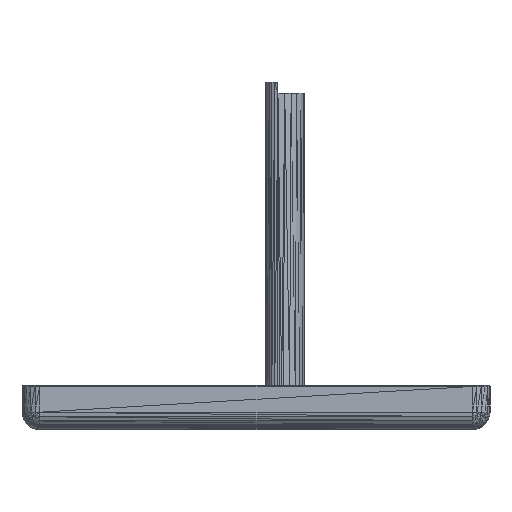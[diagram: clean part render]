
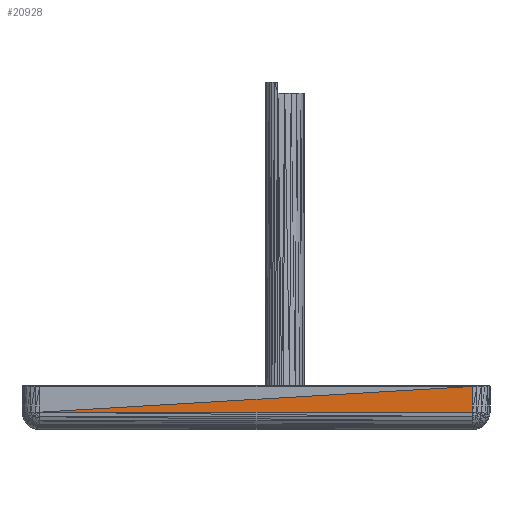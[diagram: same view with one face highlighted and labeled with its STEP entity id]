
A CAD part, front view. The second image highlights one B-rep face of the part: STEP entity #20928.
In plain terms, the highlighted planar face has unit normal (0, -1, 0).
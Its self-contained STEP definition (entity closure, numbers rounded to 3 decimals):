
#17116 = VERTEX_POINT('',#17117);
#17117 = CARTESIAN_POINT('',(77.,0.,7.4));
#17131 = PLANE('',#17132);
#17132 = AXIS2_PLACEMENT_3D('',#17133,#17134,#17135);
#17133 = CARTESIAN_POINT('',(38.933,0.,
    6.267));
#17134 = DIRECTION('',(-0.,-1.,-0.));
#17135 = DIRECTION('',(0.,0.,-1.));
#20564 = PLANE('',#20565);
#20565 = AXIS2_PLACEMENT_3D('',#20566,#20567,#20568);
#20566 = CARTESIAN_POINT('',(77.211,0.028,
    5.379));
#20567 = DIRECTION('',(0.131,-0.991,0.
    ));
#20568 = DIRECTION('',(-0.991,-0.131,
    0.));
#20878 = VERTEX_POINT('',#20879);
#20879 = CARTESIAN_POINT('',(3.,0.,
    3.));
#20904 = EDGE_CURVE('',#20878,#17116,#20905,.T.);
#20905 = SURFACE_CURVE('',#20906,(#20910,#20917),.PCURVE_S1.);
#20906 = LINE('',#20907,#20908);
#20907 = CARTESIAN_POINT('',(3.,0.,
    3.));
#20908 = VECTOR('',#20909,1.);
#20909 = DIRECTION('',(0.998,0.,0.059));
#20910 = PCURVE('',#17131,#20911);
#20911 = DEFINITIONAL_REPRESENTATION('',(#20912),#20916);
#20912 = LINE('',#20913,#20914);
#20913 = CARTESIAN_POINT('',(3.267,-35.933));
#20914 = VECTOR('',#20915,1.);
#20915 = DIRECTION('',(-0.059,0.998));
#20916 = ( GEOMETRIC_REPRESENTATION_CONTEXT(2) 
PARAMETRIC_REPRESENTATION_CONTEXT() REPRESENTATION_CONTEXT('2D SPACE',''
  ) );
#20917 = PCURVE('',#20918,#20923);
#20918 = PLANE('',#20919);
#20919 = AXIS2_PLACEMENT_3D('',#20920,#20921,#20922);
#20920 = CARTESIAN_POINT('',(41.067,0.,
    4.133));
#20921 = DIRECTION('',(-0.,-1.,-0.));
#20922 = DIRECTION('',(0.,0.,-1.));
#20923 = DEFINITIONAL_REPRESENTATION('',(#20924),#20927);
#20924 = B_SPLINE_CURVE_WITH_KNOTS('',1,(#20925,#20926),.UNSPECIFIED.,
  .F.,.F.,(2,2),(0.,74.131),.PIECEWISE_BEZIER_KNOTS.);
#20925 = CARTESIAN_POINT('',(1.133,-38.067));
#20926 = CARTESIAN_POINT('',(-3.267,35.933));
#20927 = ( GEOMETRIC_REPRESENTATION_CONTEXT(2) 
PARAMETRIC_REPRESENTATION_CONTEXT() REPRESENTATION_CONTEXT('2D SPACE',''
  ) );
#20928 = ADVANCED_FACE('',(#20929),#20918,.T.);
#20929 = FACE_BOUND('',#20930,.T.);
#20930 = EDGE_LOOP('',(#20931,#20953,#20954));
#20931 = ORIENTED_EDGE('',*,*,#20932,.T.);
#20932 = EDGE_CURVE('',#20933,#17116,#20935,.T.);
#20933 = VERTEX_POINT('',#20934);
#20934 = CARTESIAN_POINT('',(77.,0.,3.));
#20935 = SURFACE_CURVE('',#20936,(#20940,#20947),.PCURVE_S1.);
#20936 = LINE('',#20937,#20938);
#20937 = CARTESIAN_POINT('',(77.,0.,3.));
#20938 = VECTOR('',#20939,1.);
#20939 = DIRECTION('',(0.,0.,1.));
#20940 = PCURVE('',#20918,#20941);
#20941 = DEFINITIONAL_REPRESENTATION('',(#20942),#20946);
#20942 = LINE('',#20943,#20944);
#20943 = CARTESIAN_POINT('',(1.133,35.933));
#20944 = VECTOR('',#20945,1.);
#20945 = DIRECTION('',(-1.,0.));
#20946 = ( GEOMETRIC_REPRESENTATION_CONTEXT(2) 
PARAMETRIC_REPRESENTATION_CONTEXT() REPRESENTATION_CONTEXT('2D SPACE',''
  ) );
#20947 = PCURVE('',#20564,#20948);
#20948 = DEFINITIONAL_REPRESENTATION('',(#20949),#20952);
#20949 = B_SPLINE_CURVE_WITH_KNOTS('',1,(#20950,#20951),.UNSPECIFIED.,
  .F.,.F.,(2,2),(0.,4.4),.PIECEWISE_BEZIER_KNOTS.);
#20950 = CARTESIAN_POINT('',(0.213,2.379));
#20951 = CARTESIAN_POINT('',(0.213,-2.021));
#20952 = ( GEOMETRIC_REPRESENTATION_CONTEXT(2) 
PARAMETRIC_REPRESENTATION_CONTEXT() REPRESENTATION_CONTEXT('2D SPACE',''
  ) );
#20953 = ORIENTED_EDGE('',*,*,#20904,.F.);
#20954 = ORIENTED_EDGE('',*,*,#20955,.T.);
#20955 = EDGE_CURVE('',#20878,#20933,#20956,.T.);
#20956 = SURFACE_CURVE('',#20957,(#20961,#20968),.PCURVE_S1.);
#20957 = LINE('',#20958,#20959);
#20958 = CARTESIAN_POINT('',(3.,0.,
    3.));
#20959 = VECTOR('',#20960,1.);
#20960 = DIRECTION('',(1.,0.,0.));
#20961 = PCURVE('',#20918,#20962);
#20962 = DEFINITIONAL_REPRESENTATION('',(#20963),#20967);
#20963 = LINE('',#20964,#20965);
#20964 = CARTESIAN_POINT('',(1.133,-38.067));
#20965 = VECTOR('',#20966,1.);
#20966 = DIRECTION('',(0.,1.));
#20967 = ( GEOMETRIC_REPRESENTATION_CONTEXT(2) 
PARAMETRIC_REPRESENTATION_CONTEXT() REPRESENTATION_CONTEXT('2D SPACE',''
  ) );
#20968 = PCURVE('',#20969,#20974);
#20969 = PLANE('',#20970);
#20970 = AXIS2_PLACEMENT_3D('',#20971,#20972,#20973);
#20971 = CARTESIAN_POINT('',(40.195,0.026,
    2.805));
#20972 = DIRECTION('',(0.,-0.991,
    -0.131));
#20973 = DIRECTION('',(0.,0.131,-0.991));
#20974 = DEFINITIONAL_REPRESENTATION('',(#20975),#20978);
#20975 = B_SPLINE_CURVE_WITH_KNOTS('',1,(#20976,#20977),.UNSPECIFIED.,
  .F.,.F.,(2,2),(0.,74.),.PIECEWISE_BEZIER_KNOTS.);
#20976 = CARTESIAN_POINT('',(-0.197,-37.195));
#20977 = CARTESIAN_POINT('',(-0.197,36.805));
#20978 = ( GEOMETRIC_REPRESENTATION_CONTEXT(2) 
PARAMETRIC_REPRESENTATION_CONTEXT() REPRESENTATION_CONTEXT('2D SPACE',''
  ) );
